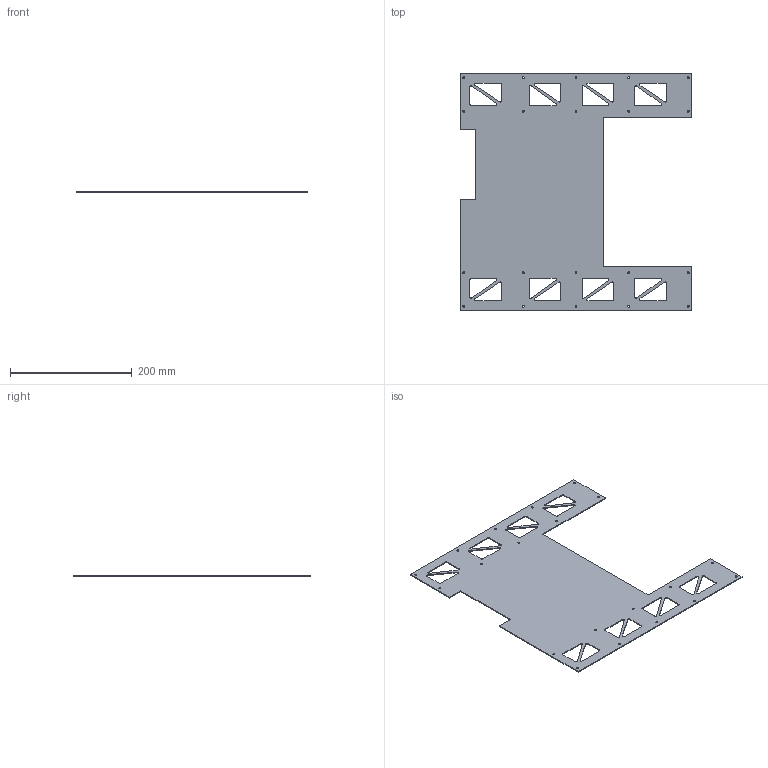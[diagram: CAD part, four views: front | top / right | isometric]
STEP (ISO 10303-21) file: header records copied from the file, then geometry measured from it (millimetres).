
FILE_DESCRIPTION(/* description */ (''),/* implementation_level */ '2;1');
FILE_NAME(/* name */ '',/* time_stamp */ '2025-09-29T23:06:42+03:00',/* author */ ('GameHD'),/* organization */ (''),/* preprocessor_version */ 'ST-DEVELOPER v20',/* originating_system */ 'Autodesk Inventor 2025',/* authorisation */ '');
FILE_SCHEMA (('AUTOMOTIVE_DESIGN { 1 0 10303 214 3 1 1 }'));
Length unit declared in the file: millimetre
Products named in the file (1): ВЕРХ 25-26
Bounding box: 380 x 390 x 1.5 mm (x, y, z)
Volume: 145261.5 mm3; surface area: 199911.5 mm2
Topology: 1 solids, 1 shells, 130 faces, 384 edges, 256 vertices
Faces by surface type: cylinder 68, plane 62
Full cylindrical faces by diameter (mm): 3.25 x20
Entity records: 4571 total; most frequent: DIRECTION 782, CARTESIAN_POINT 771, ORIENTED_EDGE 768, EDGE_CURVE 384, AXIS2_PLACEMENT_3D 267, VERTEX_POINT 256, LINE 248, VECTOR 248
